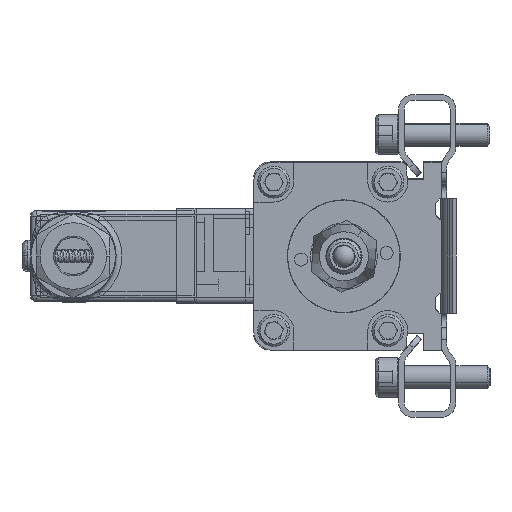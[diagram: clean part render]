
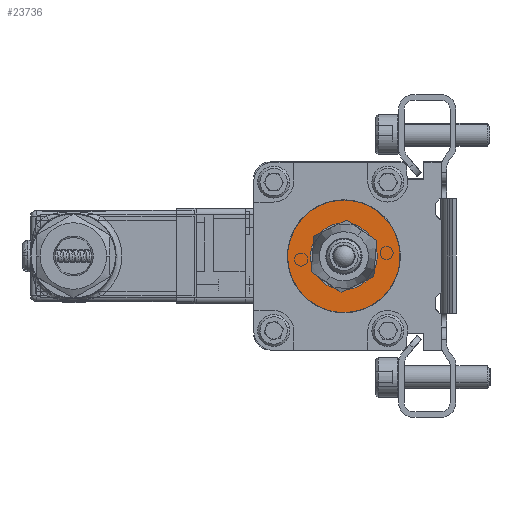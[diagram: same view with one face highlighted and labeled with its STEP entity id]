
A CAD part, left-side view. The second image highlights one B-rep face of the part: STEP entity #23736.
In plain terms, the highlighted planar face has unit normal (-1, 0, 0).
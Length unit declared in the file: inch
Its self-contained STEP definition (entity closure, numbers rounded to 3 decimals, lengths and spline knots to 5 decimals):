
#2481 = EDGE_CURVE ( 'NONE', #72131, #36153, #57998, .T. ) ;
#2938 = CARTESIAN_POINT ( 'NONE',  ( -8.30709, -0.62205, 0.64567 ) ) ;
#6953 = PLANE ( 'NONE',  #77565 ) ;
#7798 = ORIENTED_EDGE ( 'NONE', *, *, #38109, .T. ) ;
#8343 = DIRECTION ( 'NONE',  ( -1., 0., 0. ) ) ;
#17854 = ORIENTED_EDGE ( 'NONE', *, *, #2481, .T. ) ;
#23505 = EDGE_LOOP ( 'NONE', ( #17854, #29404 ) ) ;
#23736 = ADVANCED_FACE ( 'NONE', ( #76545, #44832 ), #6953, .T. ) ;
#25558 = CARTESIAN_POINT ( 'NONE',  ( -8.30709, -0.62205, 0.64567 ) ) ;
#27314 = AXIS2_PLACEMENT_3D ( 'NONE', #51246, #8343, #40394 ) ;
#29404 = ORIENTED_EDGE ( 'NONE', *, *, #56035, .T. ) ;
#32341 = CARTESIAN_POINT ( 'NONE',  ( -8.30709, -0.98318, 1.06712 ) ) ;
#33339 = DIRECTION ( 'NONE',  ( 1., 0., 0. ) ) ;
#36153 = VERTEX_POINT ( 'NONE', #44825 ) ;
#37775 = DIRECTION ( 'NONE',  ( -1., 0., 0. ) ) ;
#38109 = EDGE_CURVE ( 'NONE', #51164, #73277, #42428, .T. ) ;
#40394 = DIRECTION ( 'NONE',  ( 0., -0.997, 0.077 ) ) ;
#41216 = AXIS2_PLACEMENT_3D ( 'NONE', #2938, #33339, #45834 ) ;
#41943 = CIRCLE ( 'NONE', #27314, 0.3878 ) ;
#42428 = CIRCLE ( 'NONE', #73054, 0.3878 ) ;
#44825 = CARTESIAN_POINT ( 'NONE',  ( -8.30709, -0.50036, 0.63629 ) ) ;
#44832 = FACE_OUTER_BOUND ( 'NONE', #48733, .T. ) ;
#45834 = DIRECTION ( 'NONE',  ( 0., -0.997, 0.077 ) ) ;
#46342 = CARTESIAN_POINT ( 'NONE',  ( -8.30709, -0.74373, 0.65505 ) ) ;
#46901 = DIRECTION ( 'NONE',  ( -1., 0., 0. ) ) ;
#48156 = CARTESIAN_POINT ( 'NONE',  ( -8.30709, -1.0087, 0.67547 ) ) ;
#48733 = EDGE_LOOP ( 'NONE', ( #74650, #7798 ) ) ;
#51164 = VERTEX_POINT ( 'NONE', #56507 ) ;
#51246 = CARTESIAN_POINT ( 'NONE',  ( -8.30709, -0.62205, 0.64567 ) ) ;
#56035 = EDGE_CURVE ( 'NONE', #36153, #72131, #82346, .T. ) ;
#56507 = CARTESIAN_POINT ( 'NONE',  ( -8.30709, -0.2354, 0.61587 ) ) ;
#57998 = CIRCLE ( 'NONE', #75337, 0.12205 ) ;
#63902 = DIRECTION ( 'NONE',  ( 0., -0.997, 0.077 ) ) ;
#70149 = EDGE_CURVE ( 'NONE', #73277, #51164, #41943, .T. ) ;
#70163 = DIRECTION ( 'NONE',  ( 1., 0., 0. ) ) ;
#72131 = VERTEX_POINT ( 'NONE', #46342 ) ;
#72325 = DIRECTION ( 'NONE',  ( 0., -0.997, 0.077 ) ) ;
#73054 = AXIS2_PLACEMENT_3D ( 'NONE', #78617, #46901, #72325 ) ;
#73277 = VERTEX_POINT ( 'NONE', #48156 ) ;
#74650 = ORIENTED_EDGE ( 'NONE', *, *, #70149, .T. ) ;
#75337 = AXIS2_PLACEMENT_3D ( 'NONE', #25558, #70163, #63902 ) ;
#76545 = FACE_BOUND ( 'NONE', #23505, .T. ) ;
#76963 = DIRECTION ( 'NONE',  ( 0., 0.997, -0.077 ) ) ;
#77565 = AXIS2_PLACEMENT_3D ( 'NONE', #32341, #37775, #76963 ) ;
#78617 = CARTESIAN_POINT ( 'NONE',  ( -8.30709, -0.62205, 0.64567 ) ) ;
#82346 = CIRCLE ( 'NONE', #41216, 0.12205 ) ;
